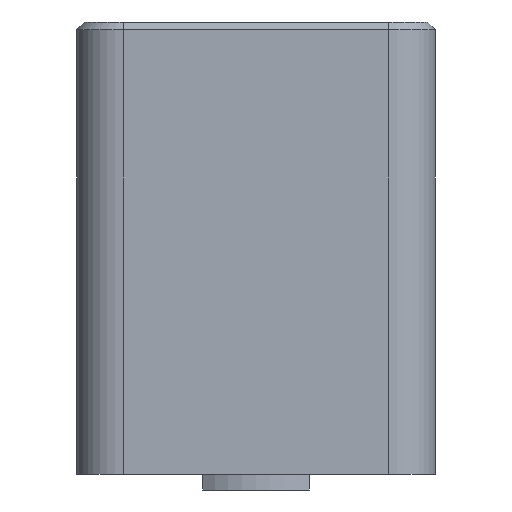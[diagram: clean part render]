
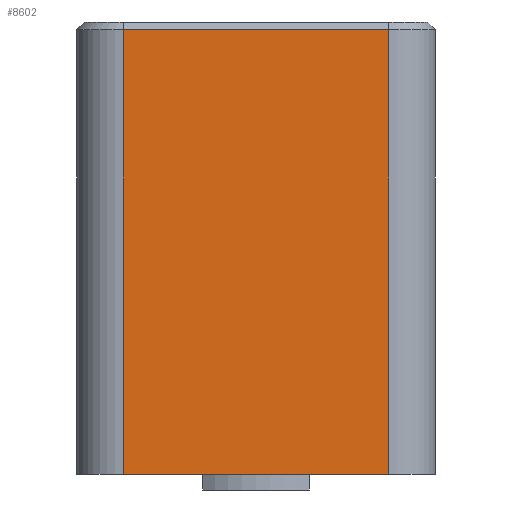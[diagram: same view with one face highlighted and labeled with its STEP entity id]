
A CAD part, front view. The second image highlights one B-rep face of the part: STEP entity #8602.
In plain terms, the highlighted planar face has unit normal (0, -1, 0).
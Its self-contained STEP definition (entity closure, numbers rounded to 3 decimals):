
#1713=CARTESIAN_POINT('',(8.5,-40.,-2.));
#1714=VERTEX_POINT('',#1713);
#1722=CARTESIAN_POINT('',(-8.5,-40.,-2.));
#1723=VERTEX_POINT('',#1722);
#1724=CARTESIAN_POINT('',(8.5,-40.,-2.));
#1725=DIRECTION('',(-1.,0.,0.));
#1726=VECTOR('',#1725,17.);
#1727=LINE('',#1724,#1726);
#1728=EDGE_CURVE('',#1714,#1723,#1727,.T.);
#8572=CARTESIAN_POINT('',(0.,-40.,4.));
#8573=DIRECTION('',(0.,-1.,0.));
#8574=DIRECTION('',(0.,0.,-1.));
#8575=AXIS2_PLACEMENT_3D('',#8572,#8573,#8574);
#8576=PLANE('',#8575);
#8577=CARTESIAN_POINT('',(8.5,-40.,26.5));
#8578=VERTEX_POINT('',#8577);
#8579=CARTESIAN_POINT('',(8.5,-40.,-2.));
#8580=DIRECTION('',(-0.,-0.,1.));
#8581=VECTOR('',#8580,28.5);
#8582=LINE('',#8579,#8581);
#8583=EDGE_CURVE('',#1714,#8578,#8582,.T.);
#8584=ORIENTED_EDGE('',*,*,#8583,.T.);
#8585=CARTESIAN_POINT('',(-8.5,-40.,26.5));
#8586=VERTEX_POINT('',#8585);
#8587=CARTESIAN_POINT('',(8.5,-40.,26.5));
#8588=DIRECTION('',(-1.,0.,0.));
#8589=VECTOR('',#8588,17.);
#8590=LINE('',#8587,#8589);
#8591=EDGE_CURVE('',#8578,#8586,#8590,.T.);
#8592=ORIENTED_EDGE('',*,*,#8591,.T.);
#8593=CARTESIAN_POINT('',(-8.5,-40.,26.5));
#8594=DIRECTION('',(0.,0.,-1.));
#8595=VECTOR('',#8594,28.5);
#8596=LINE('',#8593,#8595);
#8597=EDGE_CURVE('',#8586,#1723,#8596,.T.);
#8598=ORIENTED_EDGE('',*,*,#8597,.T.);
#8599=ORIENTED_EDGE('',*,*,#1728,.F.);
#8600=EDGE_LOOP('',(#8584,#8592,#8598,#8599));
#8601=FACE_BOUND('',#8600,.T.);
#8602=ADVANCED_FACE('',(#8601),#8576,.T.);
